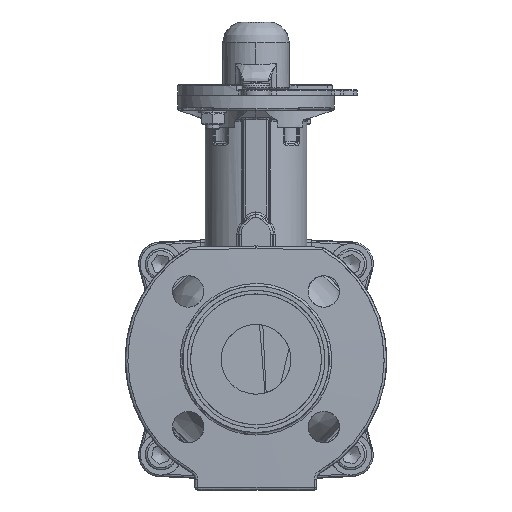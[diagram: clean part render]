
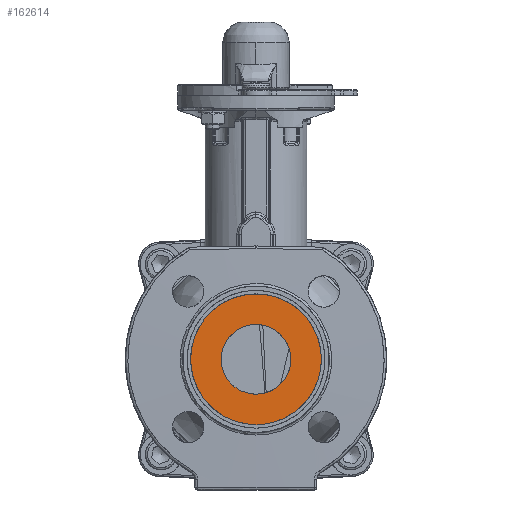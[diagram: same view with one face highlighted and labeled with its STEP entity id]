
A CAD part, left-side view. The second image highlights one B-rep face of the part: STEP entity #162614.
In plain terms, the highlighted planar face has unit normal (-1, 0, 0).
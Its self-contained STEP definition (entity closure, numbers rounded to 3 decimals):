
#162575=CARTESIAN_POINT('',(-79.6,0.,42.));
#162576=DIRECTION('',(1.,0.,0.));
#162577=DIRECTION('',(0.,0.,-1.));
#162578=AXIS2_PLACEMENT_3D('',#162575,#162576,#162577);
#162579=PLANE('',#162578);
#162580=CARTESIAN_POINT('',(-79.6,-0.,-37.5));
#162581=VERTEX_POINT('',#162580);
#162582=CARTESIAN_POINT('',(-79.6,-0.,-37.5));
#162583=CARTESIAN_POINT('',(-79.6,37.5,-37.5));
#162584=CARTESIAN_POINT('',(-79.6,37.5,0.));
#162585=CARTESIAN_POINT('',(-79.6,37.5,37.5));
#162586=CARTESIAN_POINT('',(-79.6,0.,37.5));
#162587=CARTESIAN_POINT('',(-79.6,-37.5,37.5));
#162588=CARTESIAN_POINT('',(-79.6,-37.5,0.));
#162589=CARTESIAN_POINT('',(-79.6,-37.5,-37.5));
#162590=CARTESIAN_POINT('',(-79.6,-0.,-37.5));
#162591=(BOUNDED_CURVE()
B_SPLINE_CURVE(2,(#162582,#162583,#162584,#162585,#162586,#162587,#162588,#162589,#162590),.UNSPECIFIED.,.T.,.F.)
B_SPLINE_CURVE_WITH_KNOTS((3,2,2,2,3),(180.,270.,360.,450.,540.),.UNSPECIFIED.)
CURVE()
GEOMETRIC_REPRESENTATION_ITEM()
RATIONAL_B_SPLINE_CURVE((1.,0.707,1.,0.707,1.,0.707,1.,0.707,1.))
REPRESENTATION_ITEM(''));
#162592=EDGE_CURVE('',#162581,#162581,#162591,.T.);
#162593=ORIENTED_EDGE('',*,*,#162592,.F.);
#162594=EDGE_LOOP('',(#162593));
#162595=FACE_BOUND('',#162594,.T.);
#162596=CARTESIAN_POINT('',(-79.6,17.441,9.778));
#162597=VERTEX_POINT('',#162596);
#162598=CARTESIAN_POINT('',(-79.6,17.441,9.778));
#162599=CARTESIAN_POINT('',(-79.6,19.995,5.223));
#162600=CARTESIAN_POINT('',(-79.6,19.995,0.));
#162601=CARTESIAN_POINT('',(-79.6,19.995,-19.995));
#162602=CARTESIAN_POINT('',(-79.6,0.,-19.995));
#162603=CARTESIAN_POINT('',(-79.6,-19.995,-19.995));
#162604=CARTESIAN_POINT('',(-79.6,-19.995,0.));
#162605=CARTESIAN_POINT('',(-79.6,-19.995,19.995));
#162606=CARTESIAN_POINT('',(-79.6,-0.,19.995));
#162607=CARTESIAN_POINT('',(-79.6,11.713,19.995));
#162608=CARTESIAN_POINT('',(-79.6,17.441,9.778));
#162609=(BOUNDED_CURVE()
B_SPLINE_CURVE(2,(#162598,#162599,#162600,#162601,#162602,#162603,#162604,#162605,#162606,#162607,#162608),.UNSPECIFIED.,.T.,.F.)
B_SPLINE_CURVE_WITH_KNOTS((3,2,2,2,2,3),(300.,330.,420.,510.,600.,660.),.UNSPECIFIED.)
CURVE()
GEOMETRIC_REPRESENTATION_ITEM()
RATIONAL_B_SPLINE_CURVE((0.87,0.902,1.,0.707,1.,0.707,1.,0.707,1.,0.805,0.87))
REPRESENTATION_ITEM(''));
#162610=EDGE_CURVE('',#162597,#162597,#162609,.T.);
#162611=ORIENTED_EDGE('',*,*,#162610,.F.);
#162612=EDGE_LOOP('',(#162611));
#162613=FACE_BOUND('',#162612,.T.);
#162614=ADVANCED_FACE('',(#162595,#162613),#162579,.F.);
